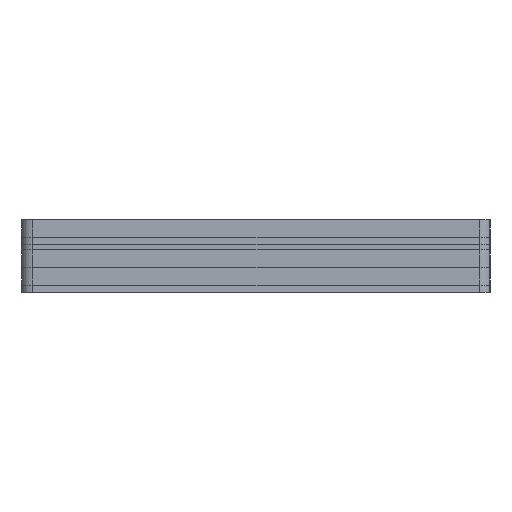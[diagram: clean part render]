
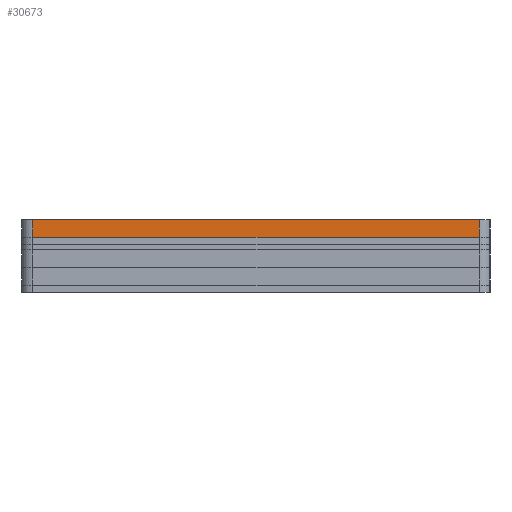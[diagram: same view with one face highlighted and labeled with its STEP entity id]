
A CAD part, left-side view. The second image highlights one B-rep face of the part: STEP entity #30673.
In plain terms, the highlighted planar face has unit normal (-1, 0, 0).
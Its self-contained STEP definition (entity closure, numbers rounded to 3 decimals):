
#3395=FACE_OUTER_BOUND('',#5192,.T.);
#5192=EDGE_LOOP('',(#27337,#27338,#27339,#27340));
#7926=LINE('',#49192,#11248);
#8120=LINE('',#49732,#11442);
#8231=LINE('',#49953,#11553);
#8232=LINE('',#49955,#11554);
#11248=VECTOR('',#40456,10.);
#11442=VECTOR('',#40934,10.);
#11553=VECTOR('',#41169,10.);
#11554=VECTOR('',#41172,10.);
#14433=VERTEX_POINT('',#49189);
#14434=VERTEX_POINT('',#49191);
#14637=VERTEX_POINT('',#49729);
#14638=VERTEX_POINT('',#49731);
#18585=EDGE_CURVE('',#14433,#14434,#7926,.T.);
#18855=EDGE_CURVE('',#14637,#14638,#8120,.T.);
#18967=EDGE_CURVE('',#14637,#14434,#8231,.T.);
#18968=EDGE_CURVE('',#14638,#14433,#8232,.T.);
#27337=ORIENTED_EDGE('',*,*,#18967,.T.);
#27338=ORIENTED_EDGE('',*,*,#18585,.F.);
#27339=ORIENTED_EDGE('',*,*,#18968,.F.);
#27340=ORIENTED_EDGE('',*,*,#18855,.F.);
#29189=PLANE('',#33305);
#30673=ADVANCED_FACE('',(#3395),#29189,.T.);
#33305=AXIS2_PLACEMENT_3D('',#49954,#41170,#41171);
#40456=DIRECTION('',(0.,-1.,0.));
#40934=DIRECTION('',(0.,1.,0.));
#41169=DIRECTION('',(0.,0.,1.));
#41170=DIRECTION('center_axis',(-1.,0.,0.));
#41171=DIRECTION('ref_axis',(0.,-1.,0.));
#41172=DIRECTION('',(0.,0.,1.));
#49189=CARTESIAN_POINT('',(67.632,162.885,10.5));
#49191=CARTESIAN_POINT('',(67.632,36.923,10.5));
#49192=CARTESIAN_POINT('',(67.632,131.395,10.5));
#49729=CARTESIAN_POINT('',(67.632,36.923,5.5));
#49731=CARTESIAN_POINT('',(67.632,162.885,5.5));
#49732=CARTESIAN_POINT('',(67.632,131.395,5.5));
#49953=CARTESIAN_POINT('',(67.632,36.923,8.5));
#49954=CARTESIAN_POINT('Origin',(67.632,162.885,8.5));
#49955=CARTESIAN_POINT('',(67.632,162.885,8.5));
